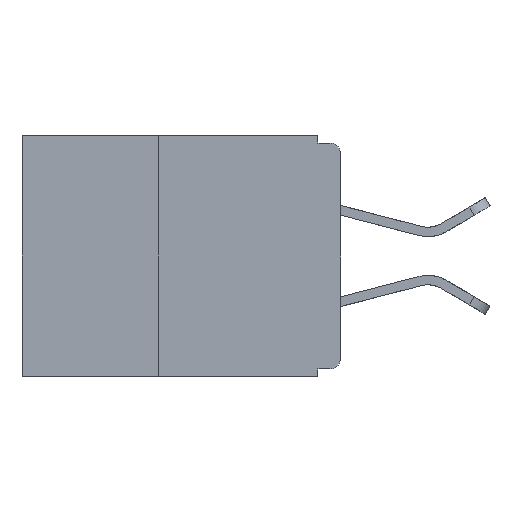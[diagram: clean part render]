
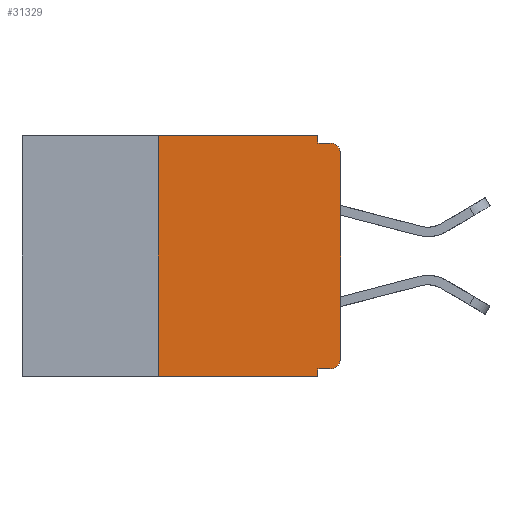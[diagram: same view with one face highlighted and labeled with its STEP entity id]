
A CAD part, left-side view. The second image highlights one B-rep face of the part: STEP entity #31329.
In plain terms, the highlighted planar face has unit normal (-1, 0, 0).
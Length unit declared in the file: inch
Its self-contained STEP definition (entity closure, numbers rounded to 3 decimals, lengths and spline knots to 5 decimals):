
#86 = ORIENTED_EDGE ( 'NONE', *, *, #15936, .F. ) ;
#409 = VERTEX_POINT ( 'NONE', #12007 ) ;
#824 = LINE ( 'NONE', #8327, #14108 ) ;
#1012 = CARTESIAN_POINT ( 'NONE',  ( 0., 0.437, 0. ) ) ;
#1057 = LINE ( 'NONE', #18267, #6897 ) ;
#1769 = VERTEX_POINT ( 'NONE', #8313 ) ;
#2881 = CARTESIAN_POINT ( 'NONE',  ( 0., 0.015, -0.305 ) ) ;
#3135 = ORIENTED_EDGE ( 'NONE', *, *, #11116, .F. ) ;
#3492 = DIRECTION ( 'NONE',  ( 0., 0., -1. ) ) ;
#4442 = CARTESIAN_POINT ( 'NONE',  ( 0., 0.437, -0.33 ) ) ;
#5031 = ORIENTED_EDGE ( 'NONE', *, *, #5531, .T. ) ;
#5397 = DIRECTION ( 'NONE',  ( 0., 0., -1. ) ) ;
#5531 = EDGE_CURVE ( 'NONE', #7331, #25539, #8227, .T. ) ;
#5706 = VERTEX_POINT ( 'NONE', #23574 ) ;
#5888 = EDGE_CURVE ( 'NONE', #409, #12846, #5940, .T. ) ;
#5940 = LINE ( 'NONE', #18139, #31365 ) ;
#6154 = CARTESIAN_POINT ( 'NONE',  ( 0., 0.437, 0. ) ) ;
#6408 = DIRECTION ( 'NONE',  ( 0., 0., 1. ) ) ;
#6897 = VECTOR ( 'NONE', #20736, 39.37008 ) ;
#7331 = VERTEX_POINT ( 'NONE', #21810 ) ;
#7560 = EDGE_CURVE ( 'NONE', #10351, #7331, #19152, .T. ) ;
#8227 = CIRCLE ( 'NONE', #14234, 0.015 ) ;
#8313 = CARTESIAN_POINT ( 'NONE',  ( 0., 0.25, -0.33 ) ) ;
#8327 = CARTESIAN_POINT ( 'NONE',  ( 0., 0., -0.01 ) ) ;
#8348 = ORIENTED_EDGE ( 'NONE', *, *, #19559, .F. ) ;
#8598 = EDGE_CURVE ( 'NONE', #1769, #12846, #25177, .T. ) ;
#9094 = CARTESIAN_POINT ( 'NONE',  ( 0., 0.015, -0.32 ) ) ;
#9468 = DIRECTION ( 'NONE',  ( 0., 0., -1. ) ) ;
#10296 = CARTESIAN_POINT ( 'NONE',  ( 0., 0., 0. ) ) ;
#10351 = VERTEX_POINT ( 'NONE', #17982 ) ;
#11116 = EDGE_CURVE ( 'NONE', #5706, #12867, #16577, .T. ) ;
#11151 = FACE_OUTER_BOUND ( 'NONE', #28126, .T. ) ;
#12007 = CARTESIAN_POINT ( 'NONE',  ( 0., 0.031, -0.32 ) ) ;
#12846 = VERTEX_POINT ( 'NONE', #24435 ) ;
#12867 = VERTEX_POINT ( 'NONE', #26975 ) ;
#13170 = CIRCLE ( 'NONE', #21717, 0.015 ) ;
#14108 = VECTOR ( 'NONE', #28023, 39.37008 ) ;
#14234 = AXIS2_PLACEMENT_3D ( 'NONE', #27602, #27495, #27459 ) ;
#14373 = LINE ( 'NONE', #21827, #26619 ) ;
#14618 = VERTEX_POINT ( 'NONE', #9094 ) ;
#15936 = EDGE_CURVE ( 'NONE', #14618, #409, #1057, .T. ) ;
#16302 = CARTESIAN_POINT ( 'NONE',  ( 0., 0.031, -0.01 ) ) ;
#16577 = LINE ( 'NONE', #6154, #23110 ) ;
#16777 = CARTESIAN_POINT ( 'NONE',  ( 0., 0.015, -0.01 ) ) ;
#17860 = DIRECTION ( 'NONE',  ( 0., 0., -1. ) ) ;
#17982 = CARTESIAN_POINT ( 'NONE',  ( 0., 0., -0.305 ) ) ;
#18139 = CARTESIAN_POINT ( 'NONE',  ( 0., 0.031, -0.33 ) ) ;
#18267 = CARTESIAN_POINT ( 'NONE',  ( 0., 0., -0.32 ) ) ;
#18439 = DIRECTION ( 'NONE',  ( 1., 0., 0. ) ) ;
#19009 = ORIENTED_EDGE ( 'NONE', *, *, #7560, .T. ) ;
#19152 = LINE ( 'NONE', #10296, #24123 ) ;
#19559 = EDGE_CURVE ( 'NONE', #1769, #5706, #20851, .T. ) ;
#19848 = AXIS2_PLACEMENT_3D ( 'NONE', #1012, #18439, #3492 ) ;
#20203 = VECTOR ( 'NONE', #21841, 39.37008 ) ;
#20294 = DIRECTION ( 'NONE',  ( -1., 0., 0. ) ) ;
#20736 = DIRECTION ( 'NONE',  ( 0., 1., 0. ) ) ;
#20851 = LINE ( 'NONE', #23755, #27330 ) ;
#21717 = AXIS2_PLACEMENT_3D ( 'NONE', #2881, #20294, #5397 ) ;
#21810 = CARTESIAN_POINT ( 'NONE',  ( 0., 0., -0.025 ) ) ;
#21827 = CARTESIAN_POINT ( 'NONE',  ( 0., 0.031, 0. ) ) ;
#21841 = DIRECTION ( 'NONE',  ( 0., -1., 0. ) ) ;
#22140 = ORIENTED_EDGE ( 'NONE', *, *, #5888, .F. ) ;
#22556 = DIRECTION ( 'NONE',  ( 0., 0., 1. ) ) ;
#23110 = VECTOR ( 'NONE', #23509, 39.37008 ) ;
#23151 = PLANE ( 'NONE',  #19848 ) ;
#23362 = EDGE_CURVE ( 'NONE', #24319, #25539, #824, .T. ) ;
#23509 = DIRECTION ( 'NONE',  ( 0., -1., 0. ) ) ;
#23574 = CARTESIAN_POINT ( 'NONE',  ( 0., 0.25, 0. ) ) ;
#23755 = CARTESIAN_POINT ( 'NONE',  ( 0., 0.25, -0.33 ) ) ;
#24123 = VECTOR ( 'NONE', #22556, 39.37008 ) ;
#24319 = VERTEX_POINT ( 'NONE', #16302 ) ;
#24435 = CARTESIAN_POINT ( 'NONE',  ( 0., 0.031, -0.33 ) ) ;
#25177 = LINE ( 'NONE', #4442, #20203 ) ;
#25470 = ORIENTED_EDGE ( 'NONE', *, *, #8598, .T. ) ;
#25539 = VERTEX_POINT ( 'NONE', #16777 ) ;
#26169 = ORIENTED_EDGE ( 'NONE', *, *, #30346, .F. ) ;
#26619 = VECTOR ( 'NONE', #9468, 39.37008 ) ;
#26975 = CARTESIAN_POINT ( 'NONE',  ( 0., 0.031, 0. ) ) ;
#27330 = VECTOR ( 'NONE', #6408, 39.37008 ) ;
#27459 = DIRECTION ( 'NONE',  ( 0., 0., -1. ) ) ;
#27495 = DIRECTION ( 'NONE',  ( -1., 0., 0. ) ) ;
#27602 = CARTESIAN_POINT ( 'NONE',  ( 0., 0.015, -0.025 ) ) ;
#28023 = DIRECTION ( 'NONE',  ( 0., -1., 0. ) ) ;
#28126 = EDGE_LOOP ( 'NONE', ( #19009, #5031, #29734, #26169, #3135, #8348, #25470, #22140, #86, #30142 ) ) ;
#29734 = ORIENTED_EDGE ( 'NONE', *, *, #23362, .F. ) ;
#30142 = ORIENTED_EDGE ( 'NONE', *, *, #30583, .T. ) ;
#30346 = EDGE_CURVE ( 'NONE', #12867, #24319, #14373, .T. ) ;
#30583 = EDGE_CURVE ( 'NONE', #14618, #10351, #13170, .T. ) ;
#31329 = ADVANCED_FACE ( 'NONE', ( #11151 ), #23151, .F. ) ;
#31365 = VECTOR ( 'NONE', #17860, 39.37008 ) ;
